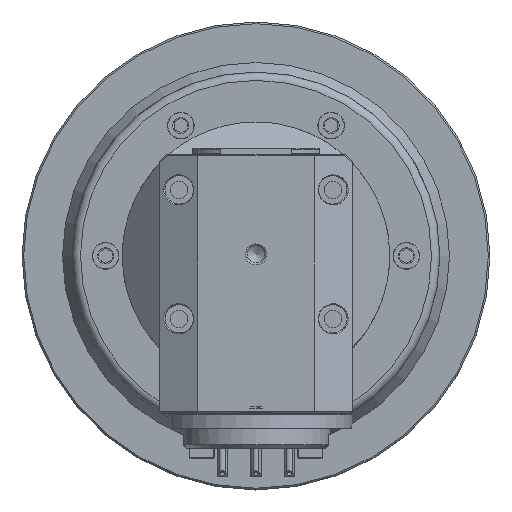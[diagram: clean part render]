
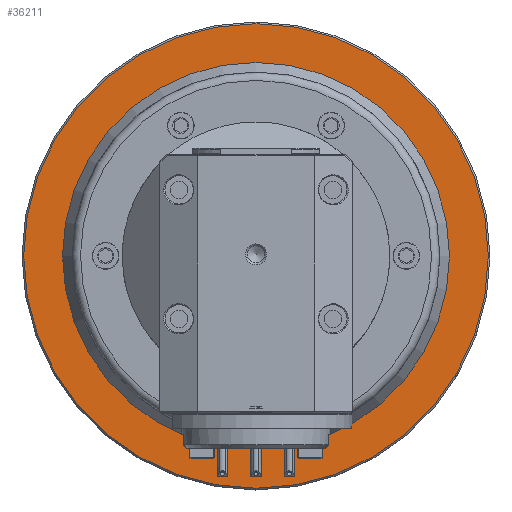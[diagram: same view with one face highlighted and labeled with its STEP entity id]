
A CAD part, top view. The second image highlights one B-rep face of the part: STEP entity #36211.
In plain terms, the highlighted planar face has unit normal (0, 0, 1).
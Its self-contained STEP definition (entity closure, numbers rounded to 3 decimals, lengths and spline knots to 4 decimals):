
#7354=FACE_BOUND('',#11378,.T.);
#9050=FACE_OUTER_BOUND('',#11377,.T.);
#11377=EDGE_LOOP('',(#30495));
#11378=EDGE_LOOP('',(#30496));
#13161=CIRCLE('',#39789,5.4724);
#13162=CIRCLE('',#39791,4.558);
#16384=VERTEX_POINT('',#75162);
#16385=VERTEX_POINT('',#75166);
#21159=EDGE_CURVE('',#16384,#16384,#13161,.T.);
#21160=EDGE_CURVE('',#16385,#16385,#13162,.T.);
#30495=ORIENTED_EDGE('',*,*,#21159,.T.);
#30496=ORIENTED_EDGE('',*,*,#21160,.T.);
#32967=PLANE('',#39790);
#36211=ADVANCED_FACE('',(#9050,#7354),#32967,.T.);
#39789=AXIS2_PLACEMENT_3D('',#75164,#48692,#48693);
#39790=AXIS2_PLACEMENT_3D('',#75165,#48694,#48695);
#39791=AXIS2_PLACEMENT_3D('',#75167,#48696,#48697);
#48692=DIRECTION('center_axis',(0.,0.,1.));
#48693=DIRECTION('ref_axis',(0.,1.,0.));
#48694=DIRECTION('center_axis',(0.,0.,1.));
#48695=DIRECTION('ref_axis',(0.,1.,0.));
#48696=DIRECTION('center_axis',(0.,0.,-1.));
#48697=DIRECTION('ref_axis',(0.,-1.,0.));
#75162=CARTESIAN_POINT('',(0.,5.4724,-0.3937));
#75164=CARTESIAN_POINT('Origin',(0.,0.,
-0.3937));
#75165=CARTESIAN_POINT('Origin',(0.,0.,-0.3937));
#75166=CARTESIAN_POINT('',(0.,4.558,-0.3937));
#75167=CARTESIAN_POINT('Origin',(0.,0.,
-0.3937));
